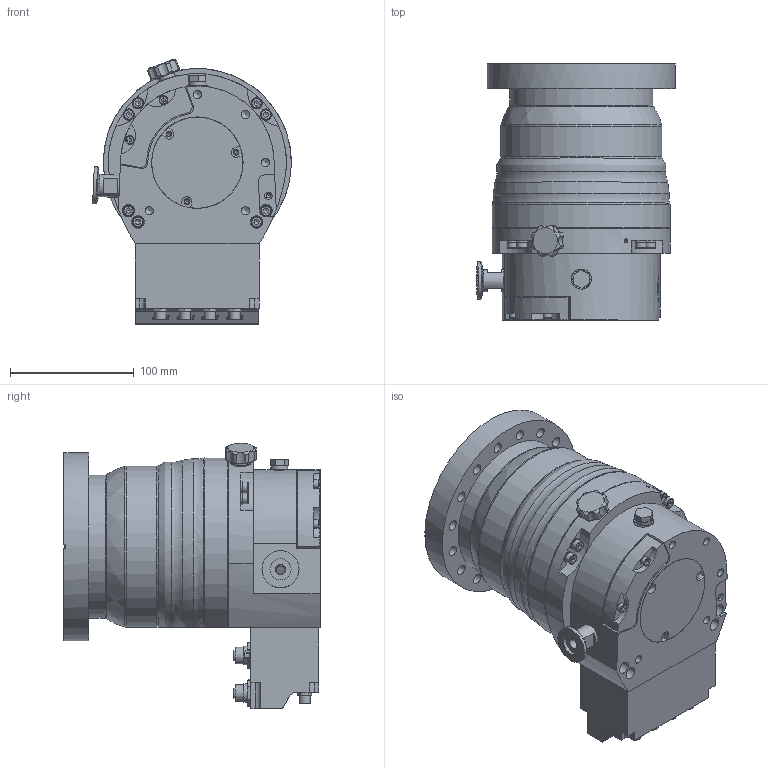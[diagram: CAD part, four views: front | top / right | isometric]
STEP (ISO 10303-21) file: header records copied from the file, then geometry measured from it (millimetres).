
FILE_DESCRIPTION((''),'2;1');
FILE_NAME('PM902181.stp','2008-10-29T14:53:22',('hofmann-b'),(''),'Autodesk Inventor 11','Autodesk Inventor 11','');
FILE_SCHEMA(('AUTOMOTIVE_DESIGN { 1 0 10303 214 1 1 1 1 }'));
Length unit declared in the file: millimetre
Products named in the file (1): PM902181
Bounding box: 160.57 x 207 x 214.37 mm (x, y, z)
Volume: 3206100.7 mm3; surface area: 338403.4 mm2
Topology: 43 solids, 43 shells, 1888 faces, 4821 edges, 3188 vertices
Faces by surface type: plane 948, bspline 557, cylinder 278, cone 61, torus 44
Full cylindrical faces by diameter (mm): 0.5 x2, 1 x6, 1.5 x8, 3 x6, 3.242 x2, 3.3 x4, 3.6 x1, 4 x3, 4.5 x2, 5 x8, 5.4 x8, 5.5 x14, 5.8 x4, 6.647 x5, 7 x2, 7.2 x3, 7.23 x1, 7.3 x2, 8 x2, 8.1 x2, 8.5 x8, 8.566 x2, 9 x12, 10 x6, 11 x1, 13 x1, 13.5 x3, 13.8 x2, 15 x2, 16 x3
Entity records: 61227 total; most frequent: CARTESIAN_POINT 21014, ORIENTED_EDGE 8566, DIRECTION 6791, EDGE_CURVE 4283, VERTEX_POINT 3000, EDGE_LOOP 2501, VECTOR 2393, LINE 2393
